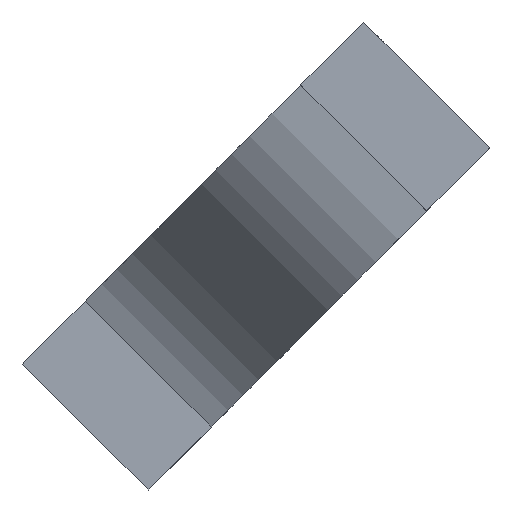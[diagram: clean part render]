
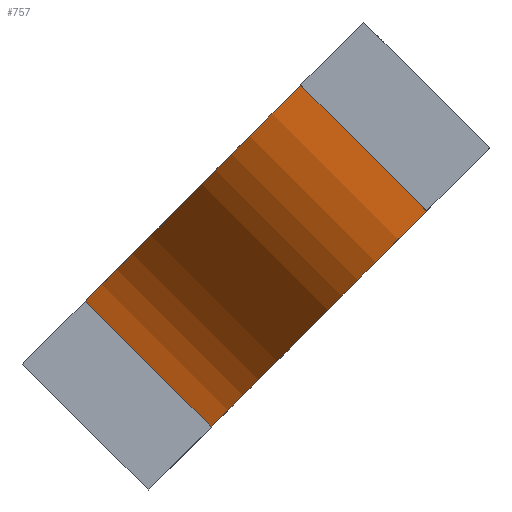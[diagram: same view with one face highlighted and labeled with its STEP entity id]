
A CAD part, top view. The second image highlights one B-rep face of the part: STEP entity #757.
In plain terms, the highlighted free-form (B-spline) face has degree [1, 11] with [2, 12] control points.
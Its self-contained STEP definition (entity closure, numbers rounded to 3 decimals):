
#32 = PLANE('',#33);
#33 = AXIS2_PLACEMENT_3D('',#34,#35,#36);
#34 = CARTESIAN_POINT('',(-23.052,-30.123,
    -7.895));
#35 = DIRECTION('',(-0.707,0.707,0.));
#36 = DIRECTION('',(0.,0.,-1.));
#216 = VERTEX_POINT('',#217);
#217 = CARTESIAN_POINT('',(-38.694,-45.765,
    -17.66));
#231 = PLANE('',#232);
#232 = AXIS2_PLACEMENT_3D('',#233,#234,#235);
#233 = CARTESIAN_POINT('',(-42.229,-42.229,
    -17.66));
#234 = DIRECTION('',(0.,0.,-1.));
#235 = DIRECTION('',(0.707,-0.707,0.)
  );
#243 = EDGE_CURVE('',#244,#216,#246,.T.);
#244 = VERTEX_POINT('',#245);
#245 = CARTESIAN_POINT('',(-26.587,-33.658,
    -7.645));
#246 = SURFACE_CURVE('',#247,(#260,#276),.PCURVE_S1.);
#247 = B_SPLINE_CURVE_WITH_KNOTS('',11,(#248,#249,#250,#251,#252,#253,
    #254,#255,#256,#257,#258,#259),.UNSPECIFIED.,.F.,.F.,(12,12),(0.,
    19.723),.PIECEWISE_BEZIER_KNOTS.);
#248 = CARTESIAN_POINT('',(-26.587,-33.658,
    -7.645));
#249 = CARTESIAN_POINT('',(-28.381,-35.452,
    -7.645));
#250 = CARTESIAN_POINT('',(-29.87,-36.941,
    -8.107));
#251 = CARTESIAN_POINT('',(-31.109,-38.18,
    -8.95));
#252 = CARTESIAN_POINT('',(-32.153,-39.224,
    -10.109));
#253 = CARTESIAN_POINT('',(-32.974,-40.045,
    -11.423));
#254 = CARTESIAN_POINT('',(-33.792,-40.863,
    -12.744));
#255 = CARTESIAN_POINT('',(-34.545,-41.616,
    -14.136));
#256 = CARTESIAN_POINT('',(-35.383,-42.454,-15.352)
  );
#257 = CARTESIAN_POINT('',(-36.292,-43.363,
    -16.395));
#258 = CARTESIAN_POINT('',(-37.37,-44.442,
    -17.192));
#259 = CARTESIAN_POINT('',(-38.694,-45.765,
    -17.66));
#260 = PCURVE('',#32,#261);
#261 = DEFINITIONAL_REPRESENTATION('',(#262),#275);
#262 = B_SPLINE_CURVE_WITH_KNOTS('',11,(#263,#264,#265,#266,#267,#268,
    #269,#270,#271,#272,#273,#274),.UNSPECIFIED.,.F.,.F.,(12,12),(0.,
    19.723),.PIECEWISE_BEZIER_KNOTS.);
#263 = CARTESIAN_POINT('',(-0.25,5.));
#264 = CARTESIAN_POINT('',(-0.25,7.537));
#265 = CARTESIAN_POINT('',(0.212,9.643));
#266 = CARTESIAN_POINT('',(1.056,11.395));
#267 = CARTESIAN_POINT('',(2.215,12.872));
#268 = CARTESIAN_POINT('',(3.528,14.032));
#269 = CARTESIAN_POINT('',(4.849,15.19));
#270 = CARTESIAN_POINT('',(6.241,16.255));
#271 = CARTESIAN_POINT('',(7.457,17.439));
#272 = CARTESIAN_POINT('',(8.5,18.725));
#273 = CARTESIAN_POINT('',(9.297,20.25));
#274 = CARTESIAN_POINT('',(9.765,22.121));
#275 = ( GEOMETRIC_REPRESENTATION_CONTEXT(2) 
PARAMETRIC_REPRESENTATION_CONTEXT() REPRESENTATION_CONTEXT('2D SPACE',''
  ) );
#276 = PCURVE('',#277,#302);
#277 = B_SPLINE_SURFACE_WITH_KNOTS('',1,11,(
    (#278,#279,#280,#281,#282,#283,#284,#285,#286,#287,#288,#289)
    ,(#290,#291,#292,#293,#294,#295,#296,#297,#298,#299,#300,#301
  )),.UNSPECIFIED.,.F.,.F.,.F.,(2,2),(12,12),(-5.,5.),(0.,
    19.723),.PIECEWISE_BEZIER_KNOTS.);
#278 = CARTESIAN_POINT('',(-33.658,-26.587,
    -7.645));
#279 = CARTESIAN_POINT('',(-35.452,-28.381,
    -7.645));
#280 = CARTESIAN_POINT('',(-36.941,-29.87,
    -8.107));
#281 = CARTESIAN_POINT('',(-38.18,-31.109,
    -8.95));
#282 = CARTESIAN_POINT('',(-39.224,-32.153,
    -10.109));
#283 = CARTESIAN_POINT('',(-40.045,-32.974,
    -11.423));
#284 = CARTESIAN_POINT('',(-40.863,-33.792,
    -12.744));
#285 = CARTESIAN_POINT('',(-41.616,-34.545,
    -14.136));
#286 = CARTESIAN_POINT('',(-42.454,-35.383,-15.352)
  );
#287 = CARTESIAN_POINT('',(-43.363,-36.292,
    -16.395));
#288 = CARTESIAN_POINT('',(-44.442,-37.37,
    -17.192));
#289 = CARTESIAN_POINT('',(-45.765,-38.694,
    -17.66));
#290 = CARTESIAN_POINT('',(-26.587,-33.658,
    -7.645));
#291 = CARTESIAN_POINT('',(-28.381,-35.452,
    -7.645));
#292 = CARTESIAN_POINT('',(-29.87,-36.941,
    -8.107));
#293 = CARTESIAN_POINT('',(-31.109,-38.18,
    -8.95));
#294 = CARTESIAN_POINT('',(-32.153,-39.224,
    -10.109));
#295 = CARTESIAN_POINT('',(-32.974,-40.045,
    -11.423));
#296 = CARTESIAN_POINT('',(-33.792,-40.863,
    -12.744));
#297 = CARTESIAN_POINT('',(-34.545,-41.616,
    -14.136));
#298 = CARTESIAN_POINT('',(-35.383,-42.454,-15.352)
  );
#299 = CARTESIAN_POINT('',(-36.292,-43.363,
    -16.395));
#300 = CARTESIAN_POINT('',(-37.37,-44.442,
    -17.192));
#301 = CARTESIAN_POINT('',(-38.694,-45.765,
    -17.66));
#302 = DEFINITIONAL_REPRESENTATION('',(#303),#306);
#303 = B_SPLINE_CURVE_WITH_KNOTS('',1,(#304,#305),.UNSPECIFIED.,.F.,.F.,
  (2,2),(0.,19.723),.PIECEWISE_BEZIER_KNOTS.);
#304 = CARTESIAN_POINT('',(5.,0.));
#305 = CARTESIAN_POINT('',(5.,19.723));
#306 = ( GEOMETRIC_REPRESENTATION_CONTEXT(2) 
PARAMETRIC_REPRESENTATION_CONTEXT() REPRESENTATION_CONTEXT('2D SPACE',''
  ) );
#324 = PLANE('',#325);
#325 = AXIS2_PLACEMENT_3D('',#326,#327,#328);
#326 = CARTESIAN_POINT('',(-26.587,-33.658,
    -8.145));
#327 = DIRECTION('',(-0.707,-0.707,0.));
#328 = DIRECTION('',(0.,0.,1.));
#481 = PLANE('',#482);
#482 = AXIS2_PLACEMENT_3D('',#483,#484,#485);
#483 = CARTESIAN_POINT('',(-30.123,-23.052,
    -7.895));
#484 = DIRECTION('',(0.707,-0.707,0.));
#485 = DIRECTION('',(0.,0.,1.));
#713 = EDGE_CURVE('',#714,#244,#716,.T.);
#714 = VERTEX_POINT('',#715);
#715 = CARTESIAN_POINT('',(-33.658,-26.587,
    -7.645));
#716 = SURFACE_CURVE('',#717,(#721,#728),.PCURVE_S1.);
#717 = LINE('',#718,#719);
#718 = CARTESIAN_POINT('',(-30.123,-30.123,
    -7.645));
#719 = VECTOR('',#720,1.);
#720 = DIRECTION('',(0.707,-0.707,0.));
#721 = PCURVE('',#324,#722);
#722 = DEFINITIONAL_REPRESENTATION('',(#723),#727);
#723 = LINE('',#724,#725);
#724 = CARTESIAN_POINT('',(0.5,5.));
#725 = VECTOR('',#726,1.);
#726 = DIRECTION('',(0.,-1.));
#727 = ( GEOMETRIC_REPRESENTATION_CONTEXT(2) 
PARAMETRIC_REPRESENTATION_CONTEXT() REPRESENTATION_CONTEXT('2D SPACE',''
  ) );
#728 = PCURVE('',#277,#729);
#729 = DEFINITIONAL_REPRESENTATION('',(#730),#733);
#730 = B_SPLINE_CURVE_WITH_KNOTS('',1,(#731,#732),.UNSPECIFIED.,.F.,.F.,
  (2,2),(-5.,5.),.PIECEWISE_BEZIER_KNOTS.);
#731 = CARTESIAN_POINT('',(-5.,0.));
#732 = CARTESIAN_POINT('',(5.,0.));
#733 = ( GEOMETRIC_REPRESENTATION_CONTEXT(2) 
PARAMETRIC_REPRESENTATION_CONTEXT() REPRESENTATION_CONTEXT('2D SPACE',''
  ) );
#757 = ADVANCED_FACE('',(#758),#277,.F.);
#758 = FACE_BOUND('',#759,.F.);
#759 = EDGE_LOOP('',(#760,#800,#801,#802));
#760 = ORIENTED_EDGE('',*,*,#761,.F.);
#761 = EDGE_CURVE('',#714,#762,#764,.T.);
#762 = VERTEX_POINT('',#763);
#763 = CARTESIAN_POINT('',(-45.765,-38.694,
    -17.66));
#764 = SURFACE_CURVE('',#765,(#778,#784),.PCURVE_S1.);
#765 = B_SPLINE_CURVE_WITH_KNOTS('',11,(#766,#767,#768,#769,#770,#771,
    #772,#773,#774,#775,#776,#777),.UNSPECIFIED.,.F.,.F.,(12,12),(0.,
    19.723),.PIECEWISE_BEZIER_KNOTS.);
#766 = CARTESIAN_POINT('',(-33.658,-26.587,
    -7.645));
#767 = CARTESIAN_POINT('',(-35.452,-28.381,
    -7.645));
#768 = CARTESIAN_POINT('',(-36.941,-29.87,
    -8.107));
#769 = CARTESIAN_POINT('',(-38.18,-31.109,
    -8.95));
#770 = CARTESIAN_POINT('',(-39.224,-32.153,
    -10.109));
#771 = CARTESIAN_POINT('',(-40.045,-32.974,
    -11.423));
#772 = CARTESIAN_POINT('',(-40.863,-33.792,
    -12.744));
#773 = CARTESIAN_POINT('',(-41.616,-34.545,
    -14.136));
#774 = CARTESIAN_POINT('',(-42.454,-35.383,-15.352)
  );
#775 = CARTESIAN_POINT('',(-43.363,-36.292,
    -16.395));
#776 = CARTESIAN_POINT('',(-44.442,-37.37,
    -17.192));
#777 = CARTESIAN_POINT('',(-45.765,-38.694,
    -17.66));
#778 = PCURVE('',#277,#779);
#779 = DEFINITIONAL_REPRESENTATION('',(#780),#783);
#780 = B_SPLINE_CURVE_WITH_KNOTS('',1,(#781,#782),.UNSPECIFIED.,.F.,.F.,
  (2,2),(0.,19.723),.PIECEWISE_BEZIER_KNOTS.);
#781 = CARTESIAN_POINT('',(-5.,0.));
#782 = CARTESIAN_POINT('',(-5.,19.723));
#783 = ( GEOMETRIC_REPRESENTATION_CONTEXT(2) 
PARAMETRIC_REPRESENTATION_CONTEXT() REPRESENTATION_CONTEXT('2D SPACE',''
  ) );
#784 = PCURVE('',#481,#785);
#785 = DEFINITIONAL_REPRESENTATION('',(#786),#799);
#786 = B_SPLINE_CURVE_WITH_KNOTS('',11,(#787,#788,#789,#790,#791,#792,
    #793,#794,#795,#796,#797,#798),.UNSPECIFIED.,.F.,.F.,(12,12),(0.,
    19.723),.PIECEWISE_BEZIER_KNOTS.);
#787 = CARTESIAN_POINT('',(0.25,5.));
#788 = CARTESIAN_POINT('',(0.25,7.537));
#789 = CARTESIAN_POINT('',(-0.212,9.643));
#790 = CARTESIAN_POINT('',(-1.056,11.395));
#791 = CARTESIAN_POINT('',(-2.215,12.872));
#792 = CARTESIAN_POINT('',(-3.528,14.032));
#793 = CARTESIAN_POINT('',(-4.849,15.19));
#794 = CARTESIAN_POINT('',(-6.241,16.255));
#795 = CARTESIAN_POINT('',(-7.457,17.439));
#796 = CARTESIAN_POINT('',(-8.5,18.725));
#797 = CARTESIAN_POINT('',(-9.297,20.25));
#798 = CARTESIAN_POINT('',(-9.765,22.121));
#799 = ( GEOMETRIC_REPRESENTATION_CONTEXT(2) 
PARAMETRIC_REPRESENTATION_CONTEXT() REPRESENTATION_CONTEXT('2D SPACE',''
  ) );
#800 = ORIENTED_EDGE('',*,*,#713,.T.);
#801 = ORIENTED_EDGE('',*,*,#243,.T.);
#802 = ORIENTED_EDGE('',*,*,#803,.F.);
#803 = EDGE_CURVE('',#762,#216,#804,.T.);
#804 = SURFACE_CURVE('',#805,(#808,#815),.PCURVE_S1.);
#805 = B_SPLINE_CURVE_WITH_KNOTS('',1,(#806,#807),.UNSPECIFIED.,.F.,.F.,
  (2,2),(-5.,5.),.PIECEWISE_BEZIER_KNOTS.);
#806 = CARTESIAN_POINT('',(-45.765,-38.694,
    -17.66));
#807 = CARTESIAN_POINT('',(-38.694,-45.765,
    -17.66));
#808 = PCURVE('',#277,#809);
#809 = DEFINITIONAL_REPRESENTATION('',(#810),#814);
#810 = LINE('',#811,#812);
#811 = CARTESIAN_POINT('',(0.,19.723));
#812 = VECTOR('',#813,1.);
#813 = DIRECTION('',(1.,0.));
#814 = ( GEOMETRIC_REPRESENTATION_CONTEXT(2) 
PARAMETRIC_REPRESENTATION_CONTEXT() REPRESENTATION_CONTEXT('2D SPACE',''
  ) );
#815 = PCURVE('',#231,#816);
#816 = DEFINITIONAL_REPRESENTATION('',(#817),#820);
#817 = B_SPLINE_CURVE_WITH_KNOTS('',1,(#818,#819),.UNSPECIFIED.,.F.,.F.,
  (2,2),(-5.,5.),.PIECEWISE_BEZIER_KNOTS.);
#818 = CARTESIAN_POINT('',(-5.,0.));
#819 = CARTESIAN_POINT('',(5.,0.));
#820 = ( GEOMETRIC_REPRESENTATION_CONTEXT(2) 
PARAMETRIC_REPRESENTATION_CONTEXT() REPRESENTATION_CONTEXT('2D SPACE',''
  ) );
